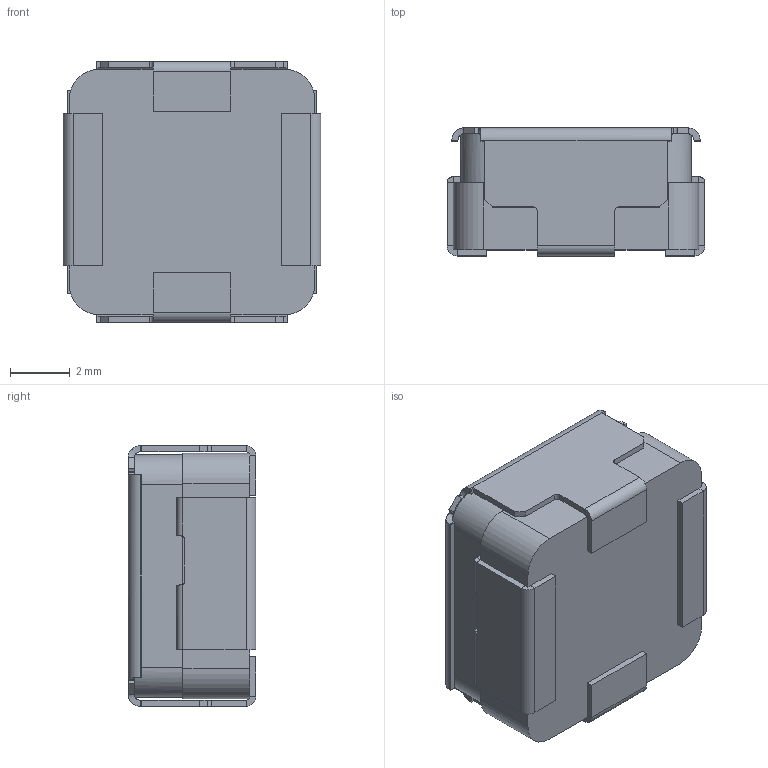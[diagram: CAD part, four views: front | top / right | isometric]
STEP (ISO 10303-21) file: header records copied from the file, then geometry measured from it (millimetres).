
FILE_DESCRIPTION (( 'STEP AP214' ), '1' );
FILE_NAME ('IHLE-3232DD.STEP', '2018-02-19T17:06:08', ( '' ), ( '' ), 'SwSTEP 2.0', 'SolidWorks 2017', '' );
FILE_SCHEMA (( 'AUTOMOTIVE_DESIGN' ));
Length unit declared in the file: inch
Products named in the file (1): IHLE-3232DD
Bounding box: 8.6 x 4.27 x 8.69 mm (x, y, z)
Volume: 278.7 mm3; surface area: 361.6 mm2
Topology: 1 solids, 1 shells, 180 faces, 458 edges, 276 vertices
Faces by surface type: plane 124, cylinder 44, bspline 12
Entity records: 7976 total; most frequent: CARTESIAN_POINT 1401, ORIENTED_EDGE 916, DIRECTION 810, EDGE_CURVE 458, VECTOR 296, LINE 296, VERTEX_POINT 276, AXIS2_PLACEMENT_3D 257
